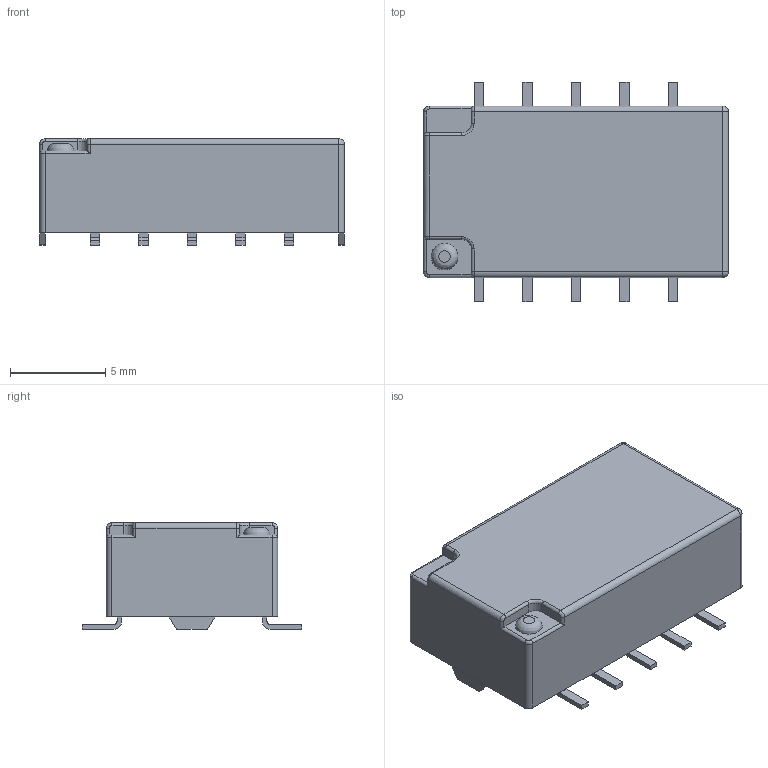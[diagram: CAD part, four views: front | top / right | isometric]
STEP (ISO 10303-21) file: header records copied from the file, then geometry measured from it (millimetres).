
FILE_DESCRIPTION(/* description */ (''),/* implementation_level */ '2;1');
FILE_NAME(/* name */ 'REL_PANASONIC_TQ2SA.stp',/* time_stamp */ '2016-09-05T13:58:02+02:00',/* author */ ('riccim'),/* organization */ (''),/* preprocessor_version */ 'ST-DEVELOPER v15.5',/* originating_system */ 'AutoCAD Mechanical',/* authorisation */ '');
FILE_SCHEMA (('AUTOMOTIVE_DESIGN { 1 0 10303 214 3 1 1 }'));
Length unit declared in the file: millimetre
Products named in the file (1): Product
Bounding box: 16 x 11.5 x 5.6 mm (x, y, z)
Volume: 710.3 mm3; surface area: 576.1 mm2
Topology: 14 solids, 14 shells, 163 faces, 381 edges, 244 vertices
Faces by surface type: plane 106, cylinder 46, bspline 7, torus 2, sphere 2
Entity records: 4693 total; most frequent: CARTESIAN_POINT 887, DIRECTION 786, ORIENTED_EDGE 758, EDGE_CURVE 379, LINE 280, VECTOR 280, AXIS2_PLACEMENT_3D 253, VERTEX_POINT 244
